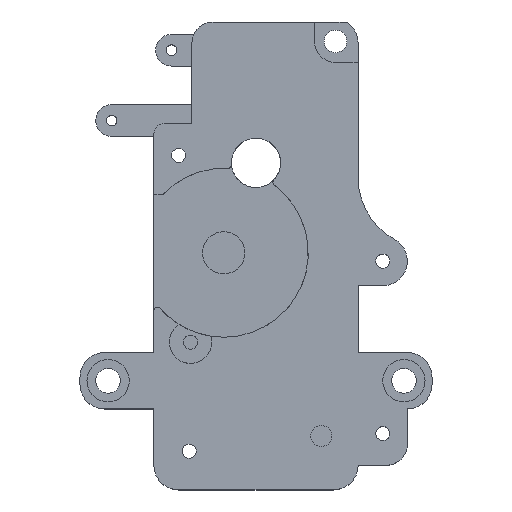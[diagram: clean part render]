
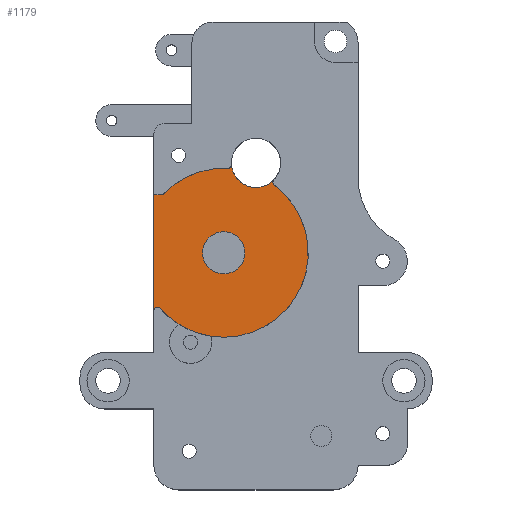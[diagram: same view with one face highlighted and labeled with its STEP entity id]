
A CAD part, top view. The second image highlights one B-rep face of the part: STEP entity #1179.
In plain terms, the highlighted planar face has unit normal (0, 0, 1).
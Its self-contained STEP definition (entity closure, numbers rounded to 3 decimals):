
#107 = DIRECTION ( 'NONE',  ( 1., 0., 0. ) ) ;
#166 = CARTESIAN_POINT ( 'NONE',  ( -4.577, 21.392, 2. ) ) ;
#179 = DIRECTION ( 'NONE',  ( 1., 0., 0. ) ) ;
#192 = AXIS2_PLACEMENT_3D ( 'NONE', #1804, #1496, #2492 ) ;
#236 = CARTESIAN_POINT ( 'NONE',  ( -14.5, 4.966, 2. ) ) ;
#327 = CARTESIAN_POINT ( 'NONE',  ( -14.5, 31.9, 2. ) ) ;
#345 = CIRCLE ( 'NONE', #2755, 0.5 ) ;
#389 = DIRECTION ( 'NONE',  ( -1., 0., 0. ) ) ;
#489 = AXIS2_PLACEMENT_3D ( 'NONE', #3362, #4004, #389 ) ;
#490 = PLANE ( 'NONE',  #192 ) ;
#643 = CARTESIAN_POINT ( 'NONE',  ( -4.013, 25.166, 2. ) ) ;
#655 = VERTEX_POINT ( 'NONE', #2696 ) ;
#678 = VERTEX_POINT ( 'NONE', #1688 ) ;
#692 = VECTOR ( 'NONE', #2959, 1000. ) ;
#699 = DIRECTION ( 'NONE',  ( 1., 0., 0. ) ) ;
#740 = EDGE_CURVE ( 'NONE', #3703, #1733, #1174, .T. ) ;
#866 = VERTEX_POINT ( 'NONE', #643 ) ;
#878 = DIRECTION ( 'NONE',  ( 0., 0., 1. ) ) ;
#968 = CARTESIAN_POINT ( 'NONE',  ( -3.99, 25.665, 2. ) ) ;
#1019 = VECTOR ( 'NONE', #1486, 1000. ) ;
#1032 = CARTESIAN_POINT ( 'NONE',  ( 2.902, 23.195, 2. ) ) ;
#1037 = ORIENTED_EDGE ( 'NONE', *, *, #3089, .T. ) ;
#1095 = CARTESIAN_POINT ( 'NONE',  ( -13.326, 21.392, 2. ) ) ;
#1108 = DIRECTION ( 'NONE',  ( 0., 0., 1. ) ) ;
#1174 = LINE ( 'NONE', #166, #1019 ) ;
#1179 = ADVANCED_FACE ( 'NONE', ( #3816, #1824 ), #490, .F. ) ;
#1193 = EDGE_CURVE ( 'NONE', #1514, #1973, #2616, .T. ) ;
#1289 = VERTEX_POINT ( 'NONE', #1542 ) ;
#1391 = EDGE_LOOP ( 'NONE', ( #3024, #1428, #2936, #1037, #3109, #3091, #1774, #4060 ) ) ;
#1395 = CIRCLE ( 'NONE', #3815, 0.5 ) ;
#1402 = CARTESIAN_POINT ( 'NONE',  ( -14.5, 21.392, 2. ) ) ;
#1428 = ORIENTED_EDGE ( 'NONE', *, *, #1657, .T. ) ;
#1486 = DIRECTION ( 'NONE',  ( 1., 0., 0. ) ) ;
#1496 = DIRECTION ( 'NONE',  ( 0., 0., -1. ) ) ;
#1514 = VERTEX_POINT ( 'NONE', #2646 ) ;
#1542 = CARTESIAN_POINT ( 'NONE',  ( 2.602, 22.795, 2. ) ) ;
#1556 = DIRECTION ( 'NONE',  ( 0., 0., 1. ) ) ;
#1614 = VERTEX_POINT ( 'NONE', #4258 ) ;
#1627 = EDGE_CURVE ( 'NONE', #866, #678, #345, .T. ) ;
#1657 = EDGE_CURVE ( 'NONE', #3703, #1973, #2871, .T. ) ;
#1662 = CIRCLE ( 'NONE', #489, 12. ) ;
#1688 = CARTESIAN_POINT ( 'NONE',  ( -3.491, 25.701, 2. ) ) ;
#1733 = VERTEX_POINT ( 'NONE', #1095 ) ;
#1739 = AXIS2_PLACEMENT_3D ( 'NONE', #1758, #1740, #107 ) ;
#1740 = DIRECTION ( 'NONE',  ( 0., 0., -1. ) ) ;
#1758 = CARTESIAN_POINT ( 'NONE',  ( 0., 25.949, 2. ) ) ;
#1774 = ORIENTED_EDGE ( 'NONE', *, *, #1627, .F. ) ;
#1804 = CARTESIAN_POINT ( 'NONE',  ( -4.577, 13.179, 2. ) ) ;
#1824 = FACE_OUTER_BOUND ( 'NONE', #1391, .T. ) ;
#1876 = AXIS2_PLACEMENT_3D ( 'NONE', #3842, #878, #2535 ) ;
#1972 = DIRECTION ( 'NONE',  ( -1., 0., 0. ) ) ;
#1973 = VERTEX_POINT ( 'NONE', #236 ) ;
#2112 = DIRECTION ( 'NONE',  ( -1., 0., 0. ) ) ;
#2140 = EDGE_CURVE ( 'NONE', #866, #1733, #1662, .T. ) ;
#2423 = CIRCLE ( 'NONE', #1739, 3.5 ) ;
#2492 = DIRECTION ( 'NONE',  ( -1., 0., 0. ) ) ;
#2535 = DIRECTION ( 'NONE',  ( -1., 0., 0. ) ) ;
#2556 = CARTESIAN_POINT ( 'NONE',  ( -4.577, 13.179, 2. ) ) ;
#2616 = CIRCLE ( 'NONE', #3595, 0.5 ) ;
#2646 = CARTESIAN_POINT ( 'NONE',  ( -13.623, 5.295, 2. ) ) ;
#2657 = DIRECTION ( 'NONE',  ( 0., 0., 1. ) ) ;
#2696 = CARTESIAN_POINT ( 'NONE',  ( 2.539, 23.54, 2. ) ) ;
#2755 = AXIS2_PLACEMENT_3D ( 'NONE', #968, #1556, #1972 ) ;
#2833 = AXIS2_PLACEMENT_3D ( 'NONE', #2556, #3887, #179 ) ;
#2871 = LINE ( 'NONE', #327, #692 ) ;
#2886 = EDGE_CURVE ( 'NONE', #1614, #1614, #3879, .T. ) ;
#2936 = ORIENTED_EDGE ( 'NONE', *, *, #1193, .F. ) ;
#2945 = EDGE_CURVE ( 'NONE', #655, #678, #2423, .T. ) ;
#2959 = DIRECTION ( 'NONE',  ( 0., -1., 0. ) ) ;
#3024 = ORIENTED_EDGE ( 'NONE', *, *, #740, .F. ) ;
#3049 = EDGE_LOOP ( 'NONE', ( #3347 ) ) ;
#3089 = EDGE_CURVE ( 'NONE', #1514, #1289, #3538, .T. ) ;
#3091 = ORIENTED_EDGE ( 'NONE', *, *, #2945, .T. ) ;
#3109 = ORIENTED_EDGE ( 'NONE', *, *, #4017, .F. ) ;
#3347 = ORIENTED_EDGE ( 'NONE', *, *, #2886, .F. ) ;
#3362 = CARTESIAN_POINT ( 'NONE',  ( -4.577, 13.179, 2. ) ) ;
#3538 = CIRCLE ( 'NONE', #1876, 12. ) ;
#3595 = AXIS2_PLACEMENT_3D ( 'NONE', #4086, #1108, #2112 ) ;
#3703 = VERTEX_POINT ( 'NONE', #1402 ) ;
#3815 = AXIS2_PLACEMENT_3D ( 'NONE', #1032, #2657, #699 ) ;
#3816 = FACE_BOUND ( 'NONE', #3049, .T. ) ;
#3842 = CARTESIAN_POINT ( 'NONE',  ( -4.577, 13.179, 2. ) ) ;
#3879 = CIRCLE ( 'NONE', #2833, 3. ) ;
#3887 = DIRECTION ( 'NONE',  ( 0., 0., 1. ) ) ;
#4004 = DIRECTION ( 'NONE',  ( 0., 0., 1. ) ) ;
#4017 = EDGE_CURVE ( 'NONE', #655, #1289, #1395, .T. ) ;
#4060 = ORIENTED_EDGE ( 'NONE', *, *, #2140, .T. ) ;
#4086 = CARTESIAN_POINT ( 'NONE',  ( -14., 4.966, 2. ) ) ;
#4258 = CARTESIAN_POINT ( 'NONE',  ( -1.577, 13.179, 2. ) ) ;
